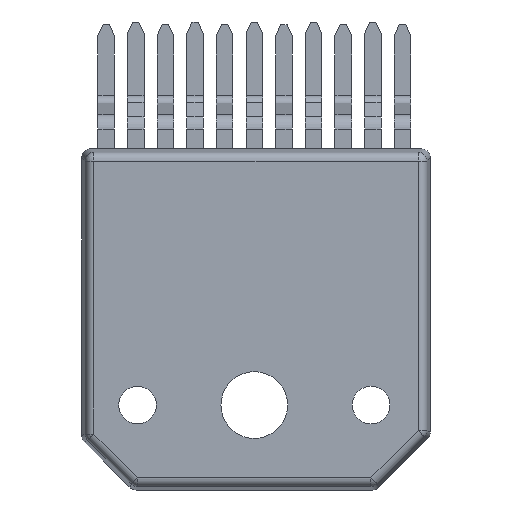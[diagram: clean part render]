
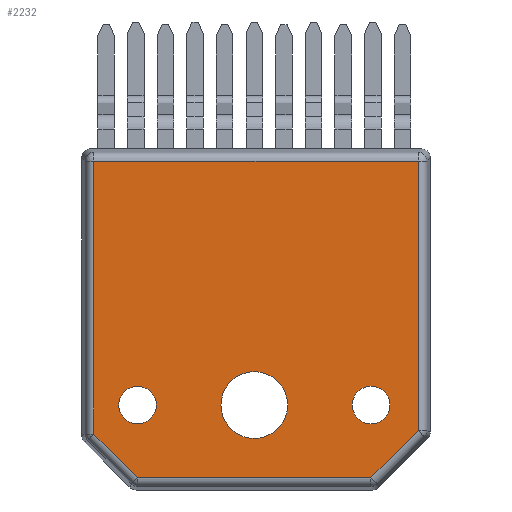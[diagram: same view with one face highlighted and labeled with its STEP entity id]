
A CAD part, front view. The second image highlights one B-rep face of the part: STEP entity #2232.
In plain terms, the highlighted planar face has unit normal (0, -1, 0).
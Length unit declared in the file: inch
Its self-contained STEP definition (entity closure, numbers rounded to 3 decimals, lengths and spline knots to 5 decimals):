
#394=DIRECTION('',(-1.,0.,0.));
#395=VECTOR('',#394,0.73297);
#396=CARTESIAN_POINT('',(0.37031,-0.095,0.18248));
#397=LINE('',#396,#395);
#466=DIRECTION('',(0.,0.,-1.));
#467=VECTOR('',#466,0.61708);
#468=CARTESIAN_POINT('',(-0.36266,-0.095,0.18248));
#469=LINE('',#468,#467);
#536=DIRECTION('',(0.707,0.,-0.707));
#537=VECTOR('',#536,0.13984);
#538=CARTESIAN_POINT('',(-0.36266,-0.095,-0.4346));
#539=LINE('',#538,#537);
#606=DIRECTION('',(1.,0.,0.));
#607=VECTOR('',#606,0.52753);
#608=CARTESIAN_POINT('',(-0.26377,-0.095,-0.53348));
#609=LINE('',#608,#607);
#661=DIRECTION('',(0.706,0.,0.708));
#662=VECTOR('',#661,0.15092);
#663=CARTESIAN_POINT('',(0.26375,-0.095,-0.53348));
#664=LINE('',#663,#662);
#691=CARTESIAN_POINT('',(0.,-0.095,-0.369));
#692=DIRECTION('',(0.,1.,0.));
#693=DIRECTION('',(1.,0.,0.));
#694=AXIS2_PLACEMENT_3D('',#691,#692,#693);
#699=CARTESIAN_POINT('',(0.,-0.095,-0.369));
#700=DIRECTION('',(0.,1.,0.));
#701=DIRECTION('',(-1.,0.,0.));
#702=AXIS2_PLACEMENT_3D('',#699,#700,#701);
#707=CARTESIAN_POINT('',(-0.264,-0.095,-0.369));
#708=DIRECTION('',(0.,1.,0.));
#709=DIRECTION('',(1.,0.,0.));
#710=AXIS2_PLACEMENT_3D('',#707,#708,#709);
#715=CARTESIAN_POINT('',(-0.264,-0.095,-0.369));
#716=DIRECTION('',(0.,1.,0.));
#717=DIRECTION('',(-1.,0.,0.));
#718=AXIS2_PLACEMENT_3D('',#715,#716,#717);
#723=CARTESIAN_POINT('',(0.264,-0.095,-0.369));
#724=DIRECTION('',(0.,1.,0.));
#725=DIRECTION('',(1.,0.,0.));
#726=AXIS2_PLACEMENT_3D('',#723,#724,#725);
#731=CARTESIAN_POINT('',(0.264,-0.095,-0.369));
#732=DIRECTION('',(0.,1.,0.));
#733=DIRECTION('',(-1.,0.,0.));
#734=AXIS2_PLACEMENT_3D('',#731,#732,#733);
#1191=DIRECTION('',(0.,0.,1.));
#1192=VECTOR('',#1191,0.6091);
#1193=CARTESIAN_POINT('',(0.37031,-0.095,-0.42661));
#1194=LINE('',#1193,#1192);
#1396=CARTESIAN_POINT('',(0.0755,-0.095,-0.369));
#1397=CARTESIAN_POINT('',(-0.0755,-0.095,-0.369));
#1398=VERTEX_POINT('',#1396);
#1399=VERTEX_POINT('',#1397);
#1404=CARTESIAN_POINT('',(-0.2215,-0.095,-0.369));
#1405=CARTESIAN_POINT('',(-0.3065,-0.095,-0.369));
#1406=VERTEX_POINT('',#1404);
#1407=VERTEX_POINT('',#1405);
#1408=CARTESIAN_POINT('',(0.3065,-0.095,-0.369));
#1409=CARTESIAN_POINT('',(0.2215,-0.095,-0.369));
#1410=VERTEX_POINT('',#1408);
#1411=VERTEX_POINT('',#1409);
#1575=CARTESIAN_POINT('',(-0.36266,-0.095,0.18248));
#1576=CARTESIAN_POINT('',(-0.36266,-0.095,-0.4346));
#1577=VERTEX_POINT('',#1575);
#1578=VERTEX_POINT('',#1576);
#1579=CARTESIAN_POINT('',(-0.26377,-0.095,-0.53348));
#1580=VERTEX_POINT('',#1579);
#1581=CARTESIAN_POINT('',(0.26375,-0.095,-0.53348));
#1582=VERTEX_POINT('',#1581);
#1583=CARTESIAN_POINT('',(0.37031,-0.095,-0.42661));
#1584=VERTEX_POINT('',#1583);
#1593=CARTESIAN_POINT('',(0.37031,-0.095,0.18248));
#1594=VERTEX_POINT('',#1593);
#2200=CARTESIAN_POINT('',(0.,-0.095,0.));
#2201=DIRECTION('',(0.,-1.,0.));
#2202=DIRECTION('',(-1.,0.,0.));
#2203=AXIS2_PLACEMENT_3D('',#2200,#2201,#2202);
#2204=PLANE('',#2203);
#2205=ORIENTED_EDGE('',*,*,#2023,.F.);
#2206=ORIENTED_EDGE('',*,*,#1963,.F.);
#2208=ORIENTED_EDGE('',*,*,#2207,.F.);
#2209=ORIENTED_EDGE('',*,*,#2190,.F.);
#2210=ORIENTED_EDGE('',*,*,#2137,.F.);
#2211=ORIENTED_EDGE('',*,*,#2081,.F.);
#2212=EDGE_LOOP('',(#2205,#2206,#2208,#2209,#2210,#2211));
#2213=FACE_OUTER_BOUND('',#2212,.F.);
#2215=ORIENTED_EDGE('',*,*,#2214,.F.);
#2217=ORIENTED_EDGE('',*,*,#2216,.F.);
#2218=EDGE_LOOP('',(#2215,#2217));
#2219=FACE_BOUND('',#2218,.F.);
#2221=ORIENTED_EDGE('',*,*,#2220,.F.);
#2223=ORIENTED_EDGE('',*,*,#2222,.F.);
#2224=EDGE_LOOP('',(#2221,#2223));
#2225=FACE_BOUND('',#2224,.F.);
#2227=ORIENTED_EDGE('',*,*,#2226,.F.);
#2229=ORIENTED_EDGE('',*,*,#2228,.F.);
#2230=EDGE_LOOP('',(#2227,#2229));
#2231=FACE_BOUND('',#2230,.F.);
#2232=ADVANCED_FACE('',(#2213,#2219,#2225,#2231),#2204,.T.);
#695=CIRCLE('',#694,0.0755);
#703=CIRCLE('',#702,0.0755);
#711=CIRCLE('',#710,0.0425);
#719=CIRCLE('',#718,0.0425);
#727=CIRCLE('',#726,0.0425);
#735=CIRCLE('',#734,0.0425);
#1963=EDGE_CURVE('',#1594,#1577,#397,.T.);
#2023=EDGE_CURVE('',#1577,#1578,#469,.T.);
#2081=EDGE_CURVE('',#1578,#1580,#539,.T.);
#2137=EDGE_CURVE('',#1580,#1582,#609,.T.);
#2190=EDGE_CURVE('',#1582,#1584,#664,.T.);
#2207=EDGE_CURVE('',#1584,#1594,#1194,.T.);
#2214=EDGE_CURVE('',#1398,#1399,#695,.T.);
#2216=EDGE_CURVE('',#1399,#1398,#703,.T.);
#2220=EDGE_CURVE('',#1406,#1407,#711,.T.);
#2222=EDGE_CURVE('',#1407,#1406,#719,.T.);
#2226=EDGE_CURVE('',#1410,#1411,#727,.T.);
#2228=EDGE_CURVE('',#1411,#1410,#735,.T.);
